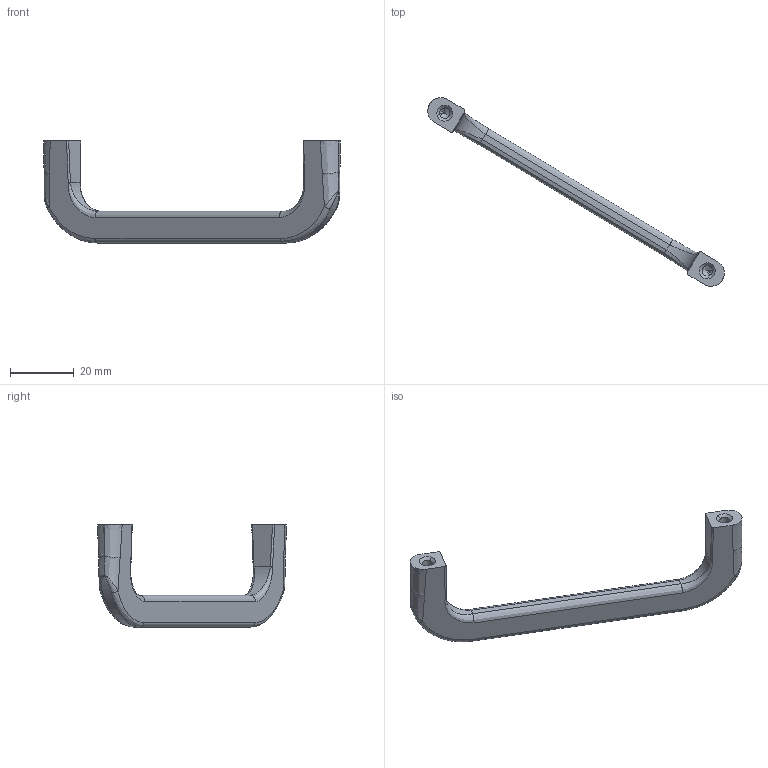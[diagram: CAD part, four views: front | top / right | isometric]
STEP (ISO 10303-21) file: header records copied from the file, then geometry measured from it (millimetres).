
FILE_DESCRIPTION(('Creo Elements/Direct Modeling STEP Export'),'2;1');
FILE_NAME('2650-107.stp','2024-07-08T11:17:09',(''),(''),'Creo Elements/Direct Modeling STEP processor for AP214 (Solid Model)','Creo Elements/Direct Modeling 20.0 12-Nov-2016 (C) Parametric Technology GmbH','');
FILE_SCHEMA(('AUTOMOTIVE_DESIGN { 1 0 10303 214 1 1 1 1 }'));
Length unit declared in the file: millimetre
Products named in the file (2): ZN-12343
Assembly tree (1 placements, depth 2):
  ZN-12343
    ZN-12343
Bounding box: 92.94 x 59.17 x 32 mm (x, y, z)
Volume: 8095.9 mm3; surface area: 4539.5 mm2
Topology: 1 solids, 1 shells, 68 faces, 164 edges, 92 vertices
Faces by surface type: bspline 26, plane 16, cylinder 14, cone 12
Entity records: 8999 total; most frequent: CARTESIAN_POINT 7704, ORIENTED_EDGE 312, DIRECTION 174, EDGE_CURVE 156, VERTEX_POINT 92, EDGE_LOOP 70, FACE_OUTER_BOUND 68, ADVANCED_FACE 68
